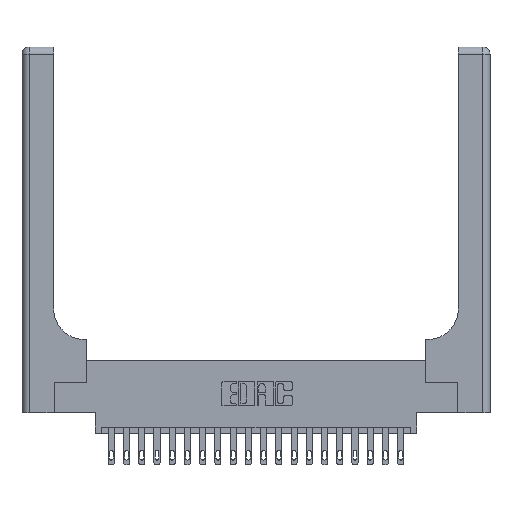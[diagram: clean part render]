
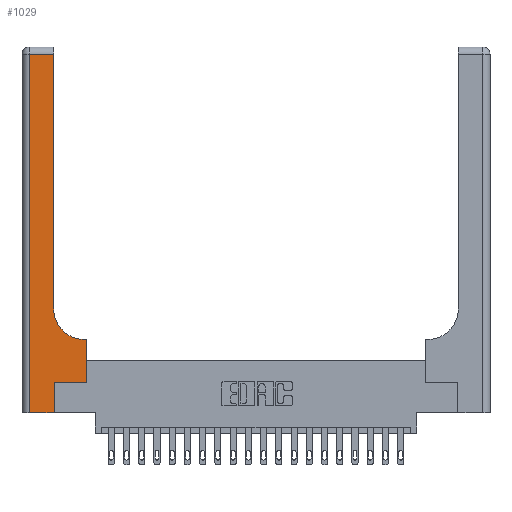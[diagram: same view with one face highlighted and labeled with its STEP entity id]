
A CAD part, top view. The second image highlights one B-rep face of the part: STEP entity #1029.
In plain terms, the highlighted planar face has unit normal (0, 0, 1).
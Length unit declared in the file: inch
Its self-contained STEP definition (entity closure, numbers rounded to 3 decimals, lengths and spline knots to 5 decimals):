
#151 = VERTEX_POINT ( 'NONE', #19779 ) ;
#280 = EDGE_CURVE ( 'NONE', #7507, #6543, #20001, .T. ) ;
#593 = CARTESIAN_POINT ( 'NONE',  ( 0.51, 0.6, 0.37 ) ) ;
#779 = DIRECTION ( 'NONE',  ( 0., 0., -1. ) ) ;
#1029 = ADVANCED_FACE ( 'NONE', ( #5760 ), #11037, .F. ) ;
#1189 = VECTOR ( 'NONE', #7474, 39.37008 ) ;
#1229 = VERTEX_POINT ( 'NONE', #14970 ) ;
#1462 = DIRECTION ( 'NONE',  ( 1., 0., 0. ) ) ;
#1573 = LINE ( 'NONE', #9940, #18804 ) ;
#1656 = DIRECTION ( 'NONE',  ( 1., 0., 0. ) ) ;
#2174 = ORIENTED_EDGE ( 'NONE', *, *, #280, .T. ) ;
#2392 = LINE ( 'NONE', #19994, #1189 ) ;
#2568 = LINE ( 'NONE', #15997, #5758 ) ;
#3059 = EDGE_LOOP ( 'NONE', ( #15334, #12698, #3666, #2174, #10181, #5863, #17648, #21240, #20976 ) ) ;
#3163 = CARTESIAN_POINT ( 'NONE',  ( 0.265, 0.25, 0.37 ) ) ;
#3552 = VERTEX_POINT ( 'NONE', #9195 ) ;
#3666 = ORIENTED_EDGE ( 'NONE', *, *, #15889, .T. ) ;
#4199 = EDGE_CURVE ( 'NONE', #21399, #6288, #9053, .T. ) ;
#4383 = CARTESIAN_POINT ( 'NONE',  ( 0.265, 0.25, 0.37 ) ) ;
#4651 = DIRECTION ( 'NONE',  ( -1., 0., 0. ) ) ;
#4843 = CARTESIAN_POINT ( 'NONE',  ( 0.51, 0.85, 0.37 ) ) ;
#5406 = LINE ( 'NONE', #5629, #10792 ) ;
#5625 = CARTESIAN_POINT ( 'NONE',  ( 0.265, 0., 0.37 ) ) ;
#5629 = CARTESIAN_POINT ( 'NONE',  ( 0.26, 0.6, 0.37 ) ) ;
#5758 = VECTOR ( 'NONE', #20903, 39.37008 ) ;
#5760 = FACE_OUTER_BOUND ( 'NONE', #3059, .T. ) ;
#5863 = ORIENTED_EDGE ( 'NONE', *, *, #16141, .T. ) ;
#6034 = DIRECTION ( 'NONE',  ( 0., 1., 0. ) ) ;
#6288 = VERTEX_POINT ( 'NONE', #14629 ) ;
#6543 = VERTEX_POINT ( 'NONE', #5625 ) ;
#7474 = DIRECTION ( 'NONE',  ( 0., -1., 0. ) ) ;
#7507 = VERTEX_POINT ( 'NONE', #11356 ) ;
#8419 = CARTESIAN_POINT ( 'NONE',  ( 0., 0., 0.37 ) ) ;
#8699 = DIRECTION ( 'NONE',  ( 0., 1., 0. ) ) ;
#9035 = AXIS2_PLACEMENT_3D ( 'NONE', #4843, #18470, #1656 ) ;
#9053 = CIRCLE ( 'NONE', #9035, 0.25 ) ;
#9195 = CARTESIAN_POINT ( 'NONE',  ( 0.26, 2.94, 0.37 ) ) ;
#9413 = VERTEX_POINT ( 'NONE', #3163 ) ;
#9441 = EDGE_CURVE ( 'NONE', #6288, #3552, #13633, .T. ) ;
#9940 = CARTESIAN_POINT ( 'NONE',  ( 0., 2.94, 0.37 ) ) ;
#10181 = ORIENTED_EDGE ( 'NONE', *, *, #15274, .T. ) ;
#10792 = VECTOR ( 'NONE', #13774, 39.37008 ) ;
#11037 = PLANE ( 'NONE',  #18385 ) ;
#11065 = CARTESIAN_POINT ( 'NONE',  ( 0.528, 0.25, 0.37 ) ) ;
#11356 = CARTESIAN_POINT ( 'NONE',  ( 0.06, 0., 0.37 ) ) ;
#11477 = VERTEX_POINT ( 'NONE', #11065 ) ;
#12059 = VECTOR ( 'NONE', #1462, 39.37008 ) ;
#12698 = ORIENTED_EDGE ( 'NONE', *, *, #18994, .T. ) ;
#12748 = CARTESIAN_POINT ( 'NONE',  ( 0.528, 0.25, 0.37 ) ) ;
#12941 = EDGE_CURVE ( 'NONE', #151, #21399, #5406, .T. ) ;
#13614 = VECTOR ( 'NONE', #6034, 39.37008 ) ;
#13633 = LINE ( 'NONE', #15474, #16098 ) ;
#13774 = DIRECTION ( 'NONE',  ( -1., 0., 0. ) ) ;
#13853 = VECTOR ( 'NONE', #17988, 39.37008 ) ;
#14157 = LINE ( 'NONE', #12748, #13614 ) ;
#14629 = CARTESIAN_POINT ( 'NONE',  ( 0.26, 0.85, 0.37 ) ) ;
#14970 = CARTESIAN_POINT ( 'NONE',  ( 0.06, 2.94, 0.37 ) ) ;
#15274 = EDGE_CURVE ( 'NONE', #6543, #9413, #2568, .T. ) ;
#15334 = ORIENTED_EDGE ( 'NONE', *, *, #9441, .T. ) ;
#15474 = CARTESIAN_POINT ( 'NONE',  ( 0.26, 3., 0.37 ) ) ;
#15889 = EDGE_CURVE ( 'NONE', #1229, #7507, #2392, .T. ) ;
#15997 = CARTESIAN_POINT ( 'NONE',  ( 0.265, 0., 0.37 ) ) ;
#16098 = VECTOR ( 'NONE', #8699, 39.37008 ) ;
#16141 = EDGE_CURVE ( 'NONE', #9413, #11477, #19412, .T. ) ;
#17648 = ORIENTED_EDGE ( 'NONE', *, *, #20944, .T. ) ;
#17716 = CARTESIAN_POINT ( 'NONE',  ( 0., 3., 0.37 ) ) ;
#17988 = DIRECTION ( 'NONE',  ( 1., 0., 0. ) ) ;
#18385 = AXIS2_PLACEMENT_3D ( 'NONE', #17716, #779, #19252 ) ;
#18470 = DIRECTION ( 'NONE',  ( 0., 0., -1. ) ) ;
#18804 = VECTOR ( 'NONE', #4651, 39.37008 ) ;
#18994 = EDGE_CURVE ( 'NONE', #3552, #1229, #1573, .T. ) ;
#19252 = DIRECTION ( 'NONE',  ( -1., 0., 0. ) ) ;
#19412 = LINE ( 'NONE', #4383, #13853 ) ;
#19779 = CARTESIAN_POINT ( 'NONE',  ( 0.528, 0.6, 0.37 ) ) ;
#19994 = CARTESIAN_POINT ( 'NONE',  ( 0.06, 3., 0.37 ) ) ;
#20001 = LINE ( 'NONE', #8419, #12059 ) ;
#20903 = DIRECTION ( 'NONE',  ( 0., 1., 0. ) ) ;
#20944 = EDGE_CURVE ( 'NONE', #11477, #151, #14157, .T. ) ;
#20976 = ORIENTED_EDGE ( 'NONE', *, *, #4199, .T. ) ;
#21240 = ORIENTED_EDGE ( 'NONE', *, *, #12941, .T. ) ;
#21399 = VERTEX_POINT ( 'NONE', #593 ) ;
